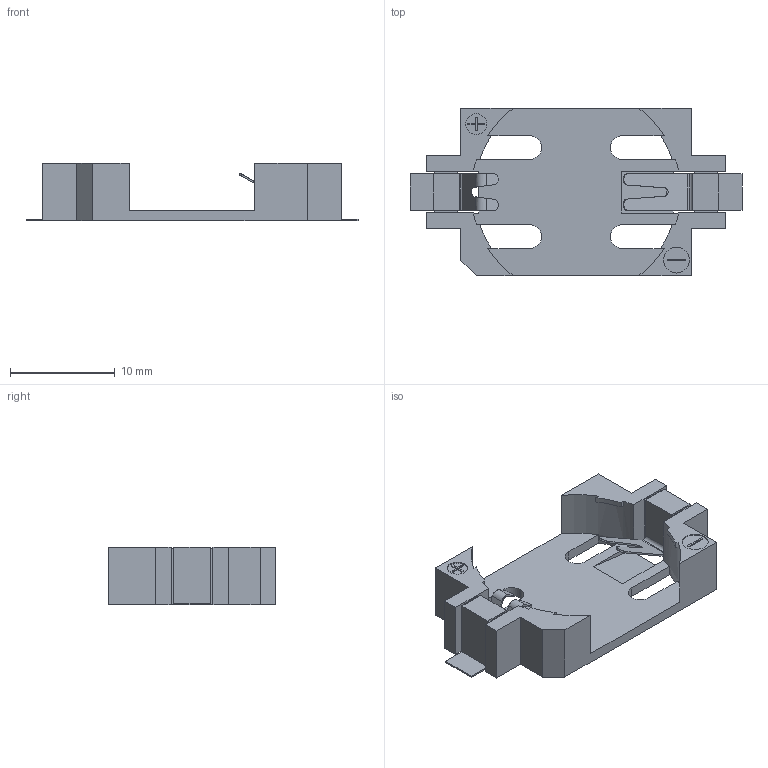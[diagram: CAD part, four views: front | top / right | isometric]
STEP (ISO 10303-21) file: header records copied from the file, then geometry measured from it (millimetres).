
FILE_DESCRIPTION (( 'STEP AP214' ), '1' );
FILE_NAME ('BAT-SMD_BS-06-B4AA012.step', '2022-06-16T10:55:22', ( '' ), ( '' ), 'SwSTEP 2.0', 'SolidWorks 2020', '' );
FILE_SCHEMA (( 'AUTOMOTIVE_DESIGN' ));
Length unit declared in the file: millimetre
Products named in the file (1): BAT-SMD_BS-06-B4AA012
Bounding box: 31.7 x 16.01 x 5.51 mm (x, y, z)
Volume: 774.6 mm3; surface area: 1629.4 mm2
Topology: 3 solids, 3 shells, 390 faces, 1089 edges, 726 vertices
Faces by surface type: plane 243, bspline 98, cylinder 49
Entity records: 17329 total; most frequent: CARTESIAN_POINT 3566, ORIENTED_EDGE 2178, DIRECTION 1555, EDGE_CURVE 1089, LINE 773, VECTOR 773, VERTEX_POINT 726, EDGE_LOOP 423
